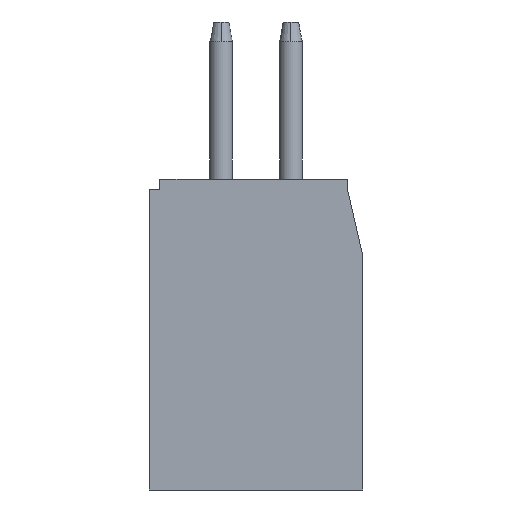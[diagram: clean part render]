
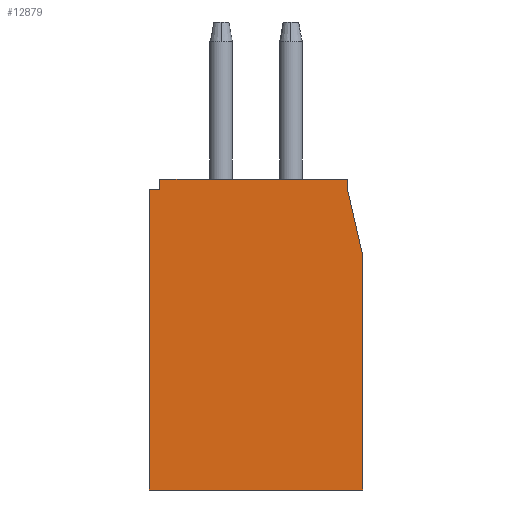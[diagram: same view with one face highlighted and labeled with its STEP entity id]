
A CAD part, left-side view. The second image highlights one B-rep face of the part: STEP entity #12879.
In plain terms, the highlighted planar face has unit normal (-1, 0, 0).
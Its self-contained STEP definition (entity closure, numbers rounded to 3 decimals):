
#270 = VERTEX_POINT ( 'NONE', #3296 ) ;
#647 = VERTEX_POINT ( 'NONE', #1237 ) ;
#790 = CARTESIAN_POINT ( 'NONE',  ( -7.3, -2.619, 8.6 ) ) ;
#992 = LINE ( 'NONE', #13559, #3279 ) ;
#1084 = ORIENTED_EDGE ( 'NONE', *, *, #5095, .F. ) ;
#1093 = LINE ( 'NONE', #9639, #8958 ) ;
#1237 = CARTESIAN_POINT ( 'NONE',  ( -7.3, 3.05, 8.6 ) ) ;
#1662 = CARTESIAN_POINT ( 'NONE',  ( -7.3, 2.75, 8.9 ) ) ;
#2042 = DIRECTION ( 'NONE',  ( 0., 0., 1. ) ) ;
#2207 = VERTEX_POINT ( 'NONE', #1662 ) ;
#2663 = EDGE_CURVE ( 'NONE', #12049, #647, #4596, .T. ) ;
#3279 = VECTOR ( 'NONE', #10815, 1000. ) ;
#3296 = CARTESIAN_POINT ( 'NONE',  ( -7.3, -3.05, 6.729 ) ) ;
#3844 = CARTESIAN_POINT ( 'NONE',  ( -7.3, -3.05, 8.9 ) ) ;
#3985 = EDGE_LOOP ( 'NONE', ( #8220, #12919, #6792, #8222, #7459, #7045, #15842, #1084 ) ) ;
#4127 = DIRECTION ( 'NONE',  ( 0., 0., -1. ) ) ;
#4185 = VECTOR ( 'NONE', #4277, 1000. ) ;
#4277 = DIRECTION ( 'NONE',  ( 0., -0.224, -0.974 ) ) ;
#4288 = CARTESIAN_POINT ( 'NONE',  ( -7.3, -3.05, 8.6 ) ) ;
#4573 = VECTOR ( 'NONE', #4127, 1000. ) ;
#4596 = LINE ( 'NONE', #4288, #4648 ) ;
#4638 = CARTESIAN_POINT ( 'NONE',  ( -7.3, -3.05, 0. ) ) ;
#4648 = VECTOR ( 'NONE', #10647, 1000. ) ;
#4839 = EDGE_CURVE ( 'NONE', #647, #12803, #1093, .T. ) ;
#5095 = EDGE_CURVE ( 'NONE', #2207, #11637, #992, .T. ) ;
#5412 = LINE ( 'NONE', #10417, #14236 ) ;
#5824 = LINE ( 'NONE', #13161, #11482 ) ;
#6329 = CARTESIAN_POINT ( 'NONE',  ( -7.3, 2.75, 8.6 ) ) ;
#6351 = VERTEX_POINT ( 'NONE', #4638 ) ;
#6553 = LINE ( 'NONE', #15267, #4185 ) ;
#6792 = ORIENTED_EDGE ( 'NONE', *, *, #4839, .T. ) ;
#7045 = ORIENTED_EDGE ( 'NONE', *, *, #8654, .F. ) ;
#7415 = CARTESIAN_POINT ( 'NONE',  ( -7.3, 3.05, 0. ) ) ;
#7459 = ORIENTED_EDGE ( 'NONE', *, *, #13801, .F. ) ;
#8206 = VECTOR ( 'NONE', #14734, 1000. ) ;
#8220 = ORIENTED_EDGE ( 'NONE', *, *, #12916, .T. ) ;
#8222 = ORIENTED_EDGE ( 'NONE', *, *, #8611, .T. ) ;
#8611 = EDGE_CURVE ( 'NONE', #12803, #6351, #5412, .T. ) ;
#8654 = EDGE_CURVE ( 'NONE', #9175, #270, #6553, .T. ) ;
#8738 = CARTESIAN_POINT ( 'NONE',  ( -7.3, -3.05, 8.9 ) ) ;
#8958 = VECTOR ( 'NONE', #15861, 1000. ) ;
#9175 = VERTEX_POINT ( 'NONE', #790 ) ;
#9639 = CARTESIAN_POINT ( 'NONE',  ( -7.3, 3.05, 8.9 ) ) ;
#9652 = FACE_OUTER_BOUND ( 'NONE', #3985, .T. ) ;
#9812 = CARTESIAN_POINT ( 'NONE',  ( -7.3, 2.75, 8.9 ) ) ;
#10417 = CARTESIAN_POINT ( 'NONE',  ( -7.3, -3.05, 0. ) ) ;
#10647 = DIRECTION ( 'NONE',  ( 0., 1., 0. ) ) ;
#10815 = DIRECTION ( 'NONE',  ( 0., -1., 0. ) ) ;
#11466 = DIRECTION ( 'NONE',  ( 0., -1., 0. ) ) ;
#11482 = VECTOR ( 'NONE', #2042, 1000. ) ;
#11637 = VERTEX_POINT ( 'NONE', #12082 ) ;
#12049 = VERTEX_POINT ( 'NONE', #6329 ) ;
#12082 = CARTESIAN_POINT ( 'NONE',  ( -7.3, -2.619, 8.9 ) ) ;
#12671 = LINE ( 'NONE', #8738, #4573 ) ;
#12803 = VERTEX_POINT ( 'NONE', #7415 ) ;
#12879 = ADVANCED_FACE ( 'NONE', ( #9652 ), #14574, .F. ) ;
#12916 = EDGE_CURVE ( 'NONE', #2207, #12049, #15960, .T. ) ;
#12919 = ORIENTED_EDGE ( 'NONE', *, *, #2663, .T. ) ;
#13161 = CARTESIAN_POINT ( 'NONE',  ( -7.3, -2.619, 8.6 ) ) ;
#13346 = AXIS2_PLACEMENT_3D ( 'NONE', #3844, #13438, #13609 ) ;
#13438 = DIRECTION ( 'NONE',  ( 1., 0., 0. ) ) ;
#13559 = CARTESIAN_POINT ( 'NONE',  ( -7.3, -3.05, 8.9 ) ) ;
#13609 = DIRECTION ( 'NONE',  ( 0., 0., -1. ) ) ;
#13801 = EDGE_CURVE ( 'NONE', #270, #6351, #12671, .T. ) ;
#14236 = VECTOR ( 'NONE', #11466, 1000. ) ;
#14574 = PLANE ( 'NONE',  #13346 ) ;
#14734 = DIRECTION ( 'NONE',  ( 0., 0., -1. ) ) ;
#14779 = EDGE_CURVE ( 'NONE', #9175, #11637, #5824, .T. ) ;
#15267 = CARTESIAN_POINT ( 'NONE',  ( -7.3, -3.05, 6.729 ) ) ;
#15842 = ORIENTED_EDGE ( 'NONE', *, *, #14779, .T. ) ;
#15861 = DIRECTION ( 'NONE',  ( 0., 0., -1. ) ) ;
#15960 = LINE ( 'NONE', #9812, #8206 ) ;
